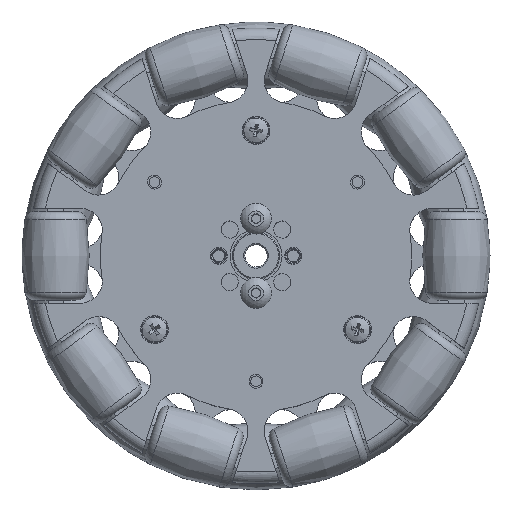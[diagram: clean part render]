
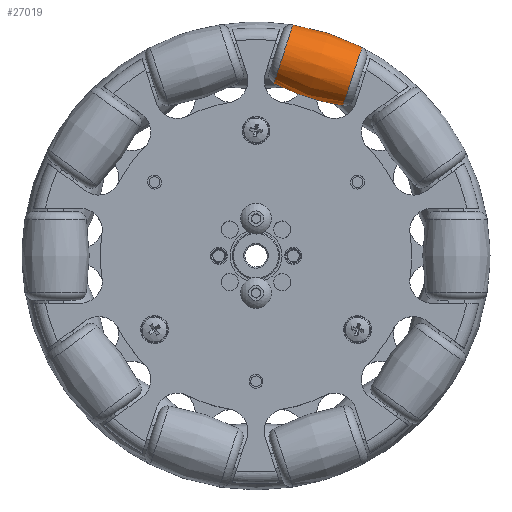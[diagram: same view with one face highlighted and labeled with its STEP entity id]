
A CAD part, top view. The second image highlights one B-rep face of the part: STEP entity #27019.
In plain terms, the highlighted free-form (B-spline) face has degree [2, 2] with [3, 9] control points.
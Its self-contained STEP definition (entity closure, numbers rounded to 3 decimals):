
#42=(
BOUNDED_SURFACE()
B_SPLINE_SURFACE(2,2,((#44050,#44051,#44052,#44053,#44054,#44055,#44056,
#44057,#44058),(#44059,#44060,#44061,#44062,#44063,#44064,#44065,#44066,
#44067),(#44068,#44069,#44070,#44071,#44072,#44073,#44074,#44075,#44076)),
 .UNSPECIFIED.,.F.,.T.,.F.)
B_SPLINE_SURFACE_WITH_KNOTS((3,3),(3,2,2,2,3),(-0.16,0.16),
(-3.142,-1.571,0.,1.571,3.142),
 .UNSPECIFIED.)
GEOMETRIC_REPRESENTATION_ITEM()
RATIONAL_B_SPLINE_SURFACE(((1.,0.707,1.,0.707,1.,
0.707,1.,0.707,1.),(0.987,0.698,
0.987,0.698,0.987,0.698,
0.987,0.698,0.987),(1.,0.707,
1.,0.707,1.,0.707,1.,0.707,1.)))
REPRESENTATION_ITEM('')
SURFACE()
);
#2682=FACE_OUTER_BOUND('',#4398,.T.);
#4398=EDGE_LOOP('',(#22418,#22419,#22420,#22421,#22422,#22423));
#10919=CIRCLE('',#29327,6.601);
#10920=CIRCLE('',#29328,6.601);
#10921=CIRCLE('',#29330,6.601);
#10922=CIRCLE('',#29331,6.601);
#10927=CIRCLE('',#29337,49.112);
#12901=VERTEX_POINT('',#44031);
#12902=VERTEX_POINT('',#44033);
#12903=VERTEX_POINT('',#44037);
#12904=VERTEX_POINT('',#44038);
#16183=EDGE_CURVE('',#12902,#12901,#10919,.T.);
#16184=EDGE_CURVE('',#12901,#12902,#10920,.T.);
#16185=EDGE_CURVE('',#12903,#12904,#10921,.T.);
#16186=EDGE_CURVE('',#12904,#12903,#10922,.T.);
#16192=EDGE_CURVE('',#12903,#12902,#10927,.T.);
#22418=ORIENTED_EDGE('',*,*,#16185,.T.);
#22419=ORIENTED_EDGE('',*,*,#16186,.T.);
#22420=ORIENTED_EDGE('',*,*,#16192,.T.);
#22421=ORIENTED_EDGE('',*,*,#16183,.T.);
#22422=ORIENTED_EDGE('',*,*,#16184,.T.);
#22423=ORIENTED_EDGE('',*,*,#16192,.F.);
#27019=ADVANCED_FACE('',(#2682),#42,.F.);
#29327=AXIS2_PLACEMENT_3D('',#44034,#35343,#35344);
#29328=AXIS2_PLACEMENT_3D('',#44035,#35345,#35346);
#29330=AXIS2_PLACEMENT_3D('',#44039,#35349,#35350);
#29331=AXIS2_PLACEMENT_3D('',#44040,#35351,#35352);
#29337=AXIS2_PLACEMENT_3D('',#44077,#35364,#35365);
#35343=DIRECTION('center_axis',(-0.952,0.307,0.));
#35344=DIRECTION('ref_axis',(0.307,0.952,0.));
#35345=DIRECTION('center_axis',(-0.952,0.307,0.));
#35346=DIRECTION('ref_axis',(0.307,0.952,0.));
#35349=DIRECTION('center_axis',(0.952,-0.307,0.));
#35350=DIRECTION('ref_axis',(-0.307,-0.952,0.));
#35351=DIRECTION('center_axis',(0.952,-0.307,0.));
#35352=DIRECTION('ref_axis',(-0.307,-0.952,0.));
#35364=DIRECTION('center_axis',(0.,0.,1.));
#35365=DIRECTION('ref_axis',(-0.307,-0.952,0.));
#44031=CARTESIAN_POINT('',(30.295,56.199,24.848));
#44033=CARTESIAN_POINT('',(26.236,43.636,24.848));
#44034=CARTESIAN_POINT('Origin',(28.265,49.917,24.848));
#44035=CARTESIAN_POINT('Origin',(28.265,49.917,24.848));
#44037=CARTESIAN_POINT('',(11.356,48.444,24.848));
#44038=CARTESIAN_POINT('',(15.416,61.007,24.848));
#44039=CARTESIAN_POINT('Origin',(13.386,54.725,24.848));
#44040=CARTESIAN_POINT('Origin',(13.386,54.725,24.848));
#44050=CARTESIAN_POINT('Ctrl Pts',(26.236,43.636,24.848));
#44051=CARTESIAN_POINT('Ctrl Pts',(26.236,43.636,31.449));
#44052=CARTESIAN_POINT('Ctrl Pts',(28.265,49.917,31.449));
#44053=CARTESIAN_POINT('Ctrl Pts',(30.295,56.199,31.449));
#44054=CARTESIAN_POINT('Ctrl Pts',(30.295,56.199,24.848));
#44055=CARTESIAN_POINT('Ctrl Pts',(30.295,56.199,18.246));
#44056=CARTESIAN_POINT('Ctrl Pts',(28.265,49.917,18.246));
#44057=CARTESIAN_POINT('Ctrl Pts',(26.236,43.636,18.246));
#44058=CARTESIAN_POINT('Ctrl Pts',(26.236,43.636,24.848));
#44059=CARTESIAN_POINT('Ctrl Pts',(18.408,44.84,24.848));
#44060=CARTESIAN_POINT('Ctrl Pts',(18.408,44.84,32.71));
#44061=CARTESIAN_POINT('Ctrl Pts',(20.826,52.321,32.71));
#44062=CARTESIAN_POINT('Ctrl Pts',(23.243,59.802,32.71));
#44063=CARTESIAN_POINT('Ctrl Pts',(23.243,59.802,24.848));
#44064=CARTESIAN_POINT('Ctrl Pts',(23.243,59.802,16.986));
#44065=CARTESIAN_POINT('Ctrl Pts',(20.826,52.321,16.986));
#44066=CARTESIAN_POINT('Ctrl Pts',(18.408,44.84,16.986));
#44067=CARTESIAN_POINT('Ctrl Pts',(18.408,44.84,24.848));
#44068=CARTESIAN_POINT('Ctrl Pts',(11.356,48.444,24.848));
#44069=CARTESIAN_POINT('Ctrl Pts',(11.356,48.444,31.449));
#44070=CARTESIAN_POINT('Ctrl Pts',(13.386,54.725,31.449));
#44071=CARTESIAN_POINT('Ctrl Pts',(15.416,61.007,31.449));
#44072=CARTESIAN_POINT('Ctrl Pts',(15.416,61.007,24.848));
#44073=CARTESIAN_POINT('Ctrl Pts',(15.416,61.007,18.246));
#44074=CARTESIAN_POINT('Ctrl Pts',(13.386,54.725,18.246));
#44075=CARTESIAN_POINT('Ctrl Pts',(11.356,48.444,18.246));
#44076=CARTESIAN_POINT('Ctrl Pts',(11.356,48.444,24.848));
#44077=CARTESIAN_POINT('Origin',(33.705,92.176,24.848));
